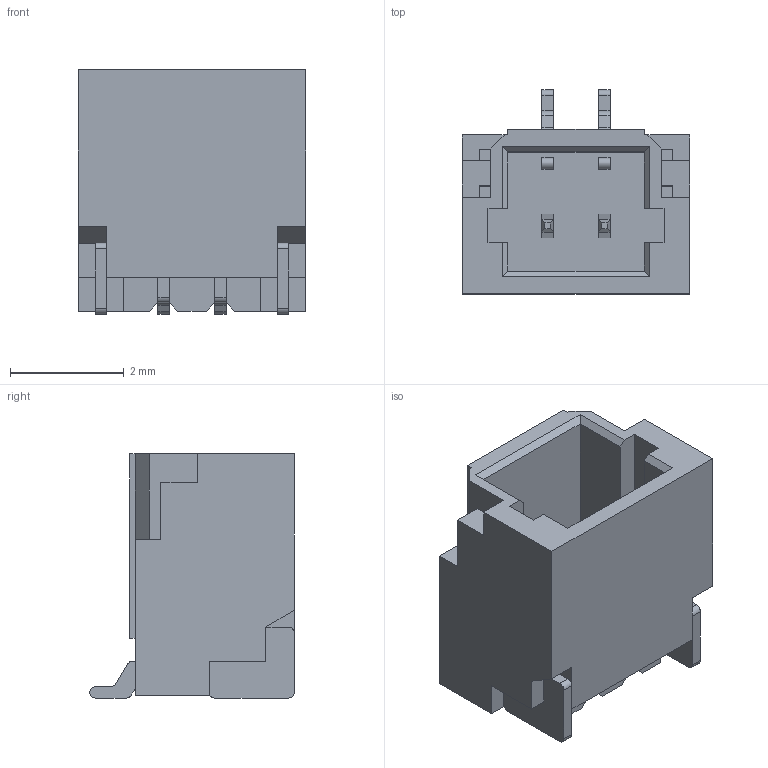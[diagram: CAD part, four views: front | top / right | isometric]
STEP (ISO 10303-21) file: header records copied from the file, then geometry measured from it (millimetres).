
FILE_DESCRIPTION(('STEP AP214'), '1');
FILE_NAME('BMxB-SRSS-TB', '', ('UNSPECIFIED'), ('UNSPECIFIED'), 'ASCON STEP Converter 1.6', 'ASCON Math Kernel', '');
FILE_SCHEMA(('AUTOMOTIVE_DESIGN { 1 0 10303 214 3 1 1}'));
Length unit declared in the file: millimetre
Bounding box: 4 x 3.6 x 4.3 mm (x, y, z)
Volume: 28.4 mm3; surface area: 146.7 mm2
Topology: 5 solids, 5 shells, 173 faces, 492 edges, 326 vertices
Faces by surface type: plane 153, cylinder 20
Entity records: 7002 total; most frequent: CARTESIAN_POINT 992, ORIENTED_EDGE 984, DIRECTION 880, EDGE_CURVE 492, LINE 452, VECTOR 452, VERTEX_POINT 326, AXIS2_PLACEMENT_3D 214
